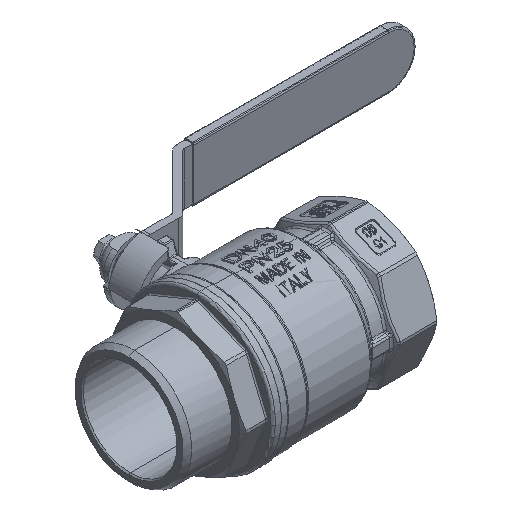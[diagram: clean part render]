
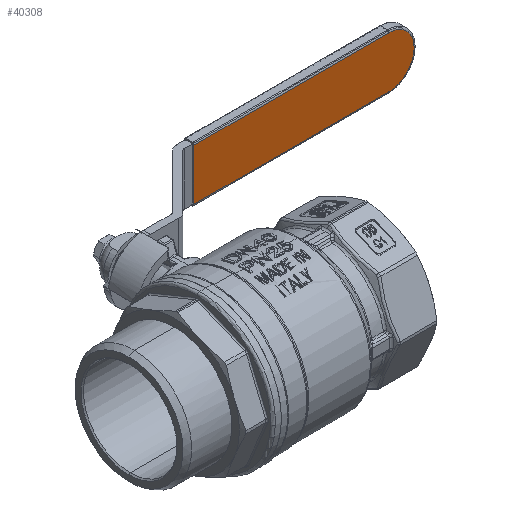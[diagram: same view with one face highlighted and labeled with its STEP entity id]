
A CAD part, isometric view. The second image highlights one B-rep face of the part: STEP entity #40308.
In plain terms, the highlighted planar face has unit normal (0, -1, 0).
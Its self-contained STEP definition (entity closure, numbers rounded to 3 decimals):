
#1545 = EDGE_CURVE ( 'NONE', #22056, #20043, #45439, .T. ) ;
#1784 = PLANE ( 'NONE',  #34569 ) ;
#2263 = CARTESIAN_POINT ( 'NONE',  ( 45.334, 74.8, 10.634 ) ) ;
#2601 = CARTESIAN_POINT ( 'NONE',  ( 136.857, 74.8, -2.783 ) ) ;
#2762 = CARTESIAN_POINT ( 'NONE',  ( 135.792, 74.8, -5.355 ) ) ;
#4120 = ORIENTED_EDGE ( 'NONE', *, *, #1545, .F. ) ;
#5509 = CARTESIAN_POINT ( 'NONE',  ( 45.334, 74.8, 10.634 ) ) ;
#5974 = CARTESIAN_POINT ( 'NONE',  ( 45.334, 74.8, -3.545 ) ) ;
#9442 = CARTESIAN_POINT ( 'NONE',  ( 45.334, 74.8, -10.634 ) ) ;
#9981 = CARTESIAN_POINT ( 'NONE',  ( 137.134, 74.8, 1.392 ) ) ;
#11108 = ORIENTED_EDGE ( 'NONE', *, *, #23663, .T. ) ;
#11353 = B_SPLINE_CURVE_WITH_KNOTS ( 'NONE', 3,
 ( #16803, #27830, #24184, #17128 ),
 .UNSPECIFIED., .F., .F.,
 ( 4, 4 ),
 ( 0., 1. ),
 .UNSPECIFIED. ) ;
#13432 = CARTESIAN_POINT ( 'NONE',  ( 126.5, 74.8, 10.634 ) ) ;
#13582 = CARTESIAN_POINT ( 'NONE',  ( 126.5, 74.8, -10.634 ) ) ;
#14050 = CARTESIAN_POINT ( 'NONE',  ( 135.004, 74.8, 6.535 ) ) ;
#15965 = CARTESIAN_POINT ( 'NONE',  ( 126.5, 74.8, 10.634 ) ) ;
#16803 = CARTESIAN_POINT ( 'NONE',  ( 45.334, 74.8, -10.634 ) ) ;
#17085 = CARTESIAN_POINT ( 'NONE',  ( 131.855, 74.8, 9.292 ) ) ;
#17128 = CARTESIAN_POINT ( 'NONE',  ( 126.5, 74.8, -10.634 ) ) ;
#19838 = CARTESIAN_POINT ( 'NONE',  ( 45.334, 74.8, 3.545 ) ) ;
#20043 = VERTEX_POINT ( 'NONE', #43967 ) ;
#20840 = CARTESIAN_POINT ( 'NONE',  ( 127.892, 74.8, -10.634 ) ) ;
#21914 = B_SPLINE_CURVE_WITH_KNOTS ( 'NONE', 3,
 ( #5509, #19838, #5974, #45545 ),
 .UNSPECIFIED., .F., .F.,
 ( 4, 4 ),
 ( 0., 1. ),
 .UNSPECIFIED. ) ;
#22056 = VERTEX_POINT ( 'NONE', #30535 ) ;
#22205 = ORIENTED_EDGE ( 'NONE', *, *, #23972, .T. ) ;
#22489 = ORIENTED_EDGE ( 'NONE', *, *, #44842, .T. ) ;
#22867 = VERTEX_POINT ( 'NONE', #2263 ) ;
#23507 = CARTESIAN_POINT ( 'NONE',  ( 45.334, 74.8, 10.634 ) ) ;
#23663 = EDGE_CURVE ( 'NONE', #22867, #32564, #21914, .T. ) ;
#23972 = EDGE_CURVE ( 'NONE', #22056, #22867, #44717, .T. ) ;
#24184 = CARTESIAN_POINT ( 'NONE',  ( 99.445, 74.8, -10.634 ) ) ;
#24306 = CARTESIAN_POINT ( 'NONE',  ( 137.134, 74.8, -1.392 ) ) ;
#24637 = CARTESIAN_POINT ( 'NONE',  ( 133.035, 74.8, 8.504 ) ) ;
#27830 = CARTESIAN_POINT ( 'NONE',  ( 72.389, 74.8, -10.634 ) ) ;
#27954 = CARTESIAN_POINT ( 'NONE',  ( 129.283, 74.8, 10.357 ) ) ;
#28274 = CARTESIAN_POINT ( 'NONE',  ( 135.004, 74.8, -6.535 ) ) ;
#29716 = FACE_OUTER_BOUND ( 'NONE', #35334, .T. ) ;
#30148 = CARTESIAN_POINT ( 'NONE',  ( 72.389, 74.8, 10.634 ) ) ;
#30436 = DIRECTION ( 'NONE',  ( 0., 0., -1. ) ) ;
#30535 = CARTESIAN_POINT ( 'NONE',  ( 126.5, 74.8, 10.634 ) ) ;
#30587 = DIRECTION ( 'NONE',  ( 0., -1., 0. ) ) ;
#31578 = CARTESIAN_POINT ( 'NONE',  ( 127.892, 74.8, 10.634 ) ) ;
#32564 = VERTEX_POINT ( 'NONE', #9442 ) ;
#34569 = AXIS2_PLACEMENT_3D ( 'NONE', #41010, #30587, #30436 ) ;
#35208 = CARTESIAN_POINT ( 'NONE',  ( 129.283, 74.8, -10.357 ) ) ;
#35334 = EDGE_LOOP ( 'NONE', ( #4120, #22205, #11108, #22489 ) ) ;
#39145 = CARTESIAN_POINT ( 'NONE',  ( 131.855, 74.8, -9.292 ) ) ;
#39298 = CARTESIAN_POINT ( 'NONE',  ( 133.035, 74.8, -8.504 ) ) ;
#40308 = ADVANCED_FACE ( 'NONE', ( #29716 ), #1784, .T. ) ;
#41010 = CARTESIAN_POINT ( 'NONE',  ( 126.5, 74.8, 0. ) ) ;
#41186 = CARTESIAN_POINT ( 'NONE',  ( 99.445, 74.8, 10.634 ) ) ;
#43967 = CARTESIAN_POINT ( 'NONE',  ( 126.5, 74.8, -10.634 ) ) ;
#44717 = B_SPLINE_CURVE_WITH_KNOTS ( 'NONE', 3,
 ( #15965, #41186, #30148, #23507 ),
 .UNSPECIFIED., .F., .F.,
 ( 4, 4 ),
 ( 0., 1. ),
 .UNSPECIFIED. ) ;
#44842 = EDGE_CURVE ( 'NONE', #32564, #20043, #11353, .T. ) ;
#45439 = B_SPLINE_CURVE_WITH_KNOTS ( 'NONE', 3,
 ( #13432, #31578, #27954, #17085, #24637, #14050, #46410, #45765, #9981, #24306, #2601, #2762, #28274, #39298, #39145, #35208, #20840, #13582 ),
 .UNSPECIFIED., .F., .F.,
 ( 4, 2, 2, 2, 2, 2, 2, 2, 4 ),
 ( 0., 0.125, 0.25, 0.375, 0.5, 0.625, 0.75, 0.875, 1. ),
 .UNSPECIFIED. ) ;
#45545 = CARTESIAN_POINT ( 'NONE',  ( 45.334, 74.8, -10.634 ) ) ;
#45765 = CARTESIAN_POINT ( 'NONE',  ( 136.857, 74.8, 2.783 ) ) ;
#46410 = CARTESIAN_POINT ( 'NONE',  ( 135.792, 74.8, 5.355 ) ) ;
